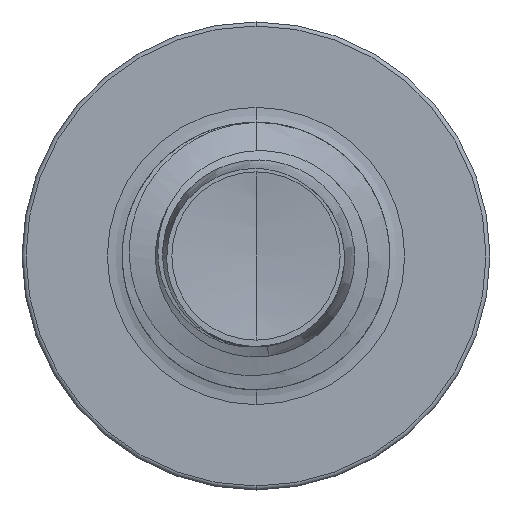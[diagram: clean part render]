
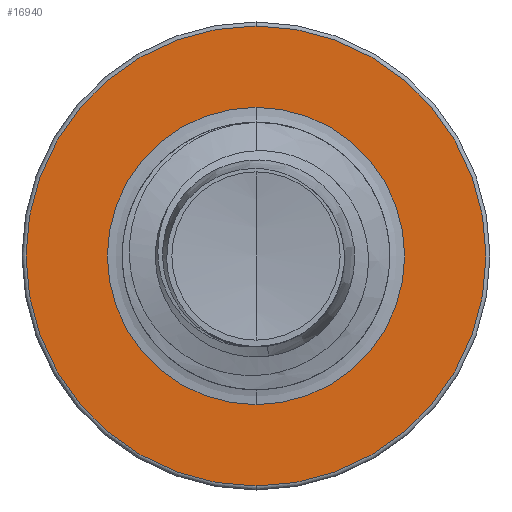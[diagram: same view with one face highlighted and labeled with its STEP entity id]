
A CAD part, front view. The second image highlights one B-rep face of the part: STEP entity #16940.
In plain terms, the highlighted planar face has unit normal (0, -1, 0).
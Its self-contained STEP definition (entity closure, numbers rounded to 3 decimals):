
#782 = AXIS2_PLACEMENT_3D ( 'NONE', #21475, #21595, #21616 ) ;
#1328 = AXIS2_PLACEMENT_3D ( 'NONE', #7617, #2174, #14611 ) ;
#2174 = DIRECTION ( 'NONE',  ( 0., 1., 0. ) ) ;
#2259 = VERTEX_POINT ( 'NONE', #7022 ) ;
#3710 = EDGE_LOOP ( 'NONE', ( #17777, #18527 ) ) ;
#4032 = DIRECTION ( 'NONE',  ( 0., 1., 0. ) ) ;
#5273 = CARTESIAN_POINT ( 'NONE',  ( 0., 6., 0. ) ) ;
#5317 = CIRCLE ( 'NONE', #6233, 1.112 ) ;
#5634 = EDGE_CURVE ( 'NONE', #10281, #21089, #9898, .T. ) ;
#6216 = FACE_OUTER_BOUND ( 'NONE', #21044, .T. ) ;
#6233 = AXIS2_PLACEMENT_3D ( 'NONE', #9418, #20746, #11210 ) ;
#7022 = CARTESIAN_POINT ( 'NONE',  ( 0., 6., -1.72 ) ) ;
#7100 = DIRECTION ( 'NONE',  ( 0., 0., 1. ) ) ;
#7617 = CARTESIAN_POINT ( 'NONE',  ( 0., 6., -1.112 ) ) ;
#7735 = EDGE_CURVE ( 'NONE', #19863, #2259, #14931, .T. ) ;
#9418 = CARTESIAN_POINT ( 'NONE',  ( 0., 6., 0. ) ) ;
#9432 = PLANE ( 'NONE',  #1328 ) ;
#9898 = CIRCLE ( 'NONE', #782, 1.112 ) ;
#10281 = VERTEX_POINT ( 'NONE', #11177 ) ;
#11177 = CARTESIAN_POINT ( 'NONE',  ( 0., 6., -1.112 ) ) ;
#11210 = DIRECTION ( 'NONE',  ( 0., 0., 1. ) ) ;
#11376 = EDGE_CURVE ( 'NONE', #21089, #10281, #5317, .T. ) ;
#11410 = EDGE_CURVE ( 'NONE', #2259, #19863, #16127, .T. ) ;
#14277 = ORIENTED_EDGE ( 'NONE', *, *, #11410, .F. ) ;
#14541 = CARTESIAN_POINT ( 'NONE',  ( 0., 6., 1.112 ) ) ;
#14598 = CARTESIAN_POINT ( 'NONE',  ( 0., 6., 0. ) ) ;
#14611 = DIRECTION ( 'NONE',  ( 0., 0., 1. ) ) ;
#14931 = CIRCLE ( 'NONE', #21607, 1.72 ) ;
#16127 = CIRCLE ( 'NONE', #16581, 1.72 ) ;
#16181 = DIRECTION ( 'NONE',  ( 0., 0., 1. ) ) ;
#16581 = AXIS2_PLACEMENT_3D ( 'NONE', #14598, #4032, #16181 ) ;
#16940 = ADVANCED_FACE ( 'NONE', ( #6216, #19040 ), #9432, .F. ) ;
#17230 = DIRECTION ( 'NONE',  ( 0., 1., 0. ) ) ;
#17777 = ORIENTED_EDGE ( 'NONE', *, *, #11376, .T. ) ;
#18527 = ORIENTED_EDGE ( 'NONE', *, *, #5634, .T. ) ;
#18756 = CARTESIAN_POINT ( 'NONE',  ( 0., 6., 1.72 ) ) ;
#19040 = FACE_BOUND ( 'NONE', #3710, .T. ) ;
#19863 = VERTEX_POINT ( 'NONE', #18756 ) ;
#20746 = DIRECTION ( 'NONE',  ( 0., 1., 0. ) ) ;
#20906 = ORIENTED_EDGE ( 'NONE', *, *, #7735, .F. ) ;
#21044 = EDGE_LOOP ( 'NONE', ( #20906, #14277 ) ) ;
#21089 = VERTEX_POINT ( 'NONE', #14541 ) ;
#21475 = CARTESIAN_POINT ( 'NONE',  ( 0., 6., 0. ) ) ;
#21595 = DIRECTION ( 'NONE',  ( 0., 1., 0. ) ) ;
#21607 = AXIS2_PLACEMENT_3D ( 'NONE', #5273, #17230, #7100 ) ;
#21616 = DIRECTION ( 'NONE',  ( 0., 0., 1. ) ) ;
